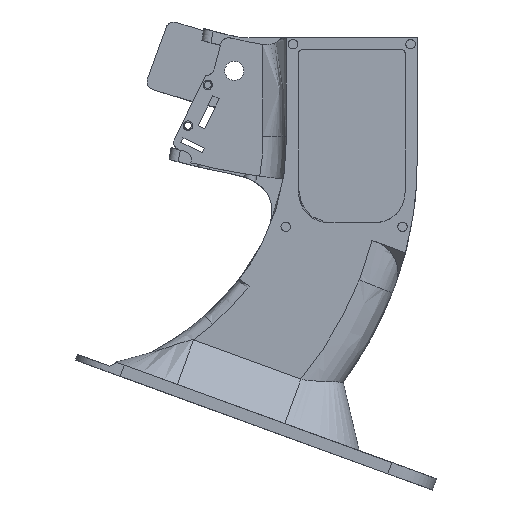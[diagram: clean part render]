
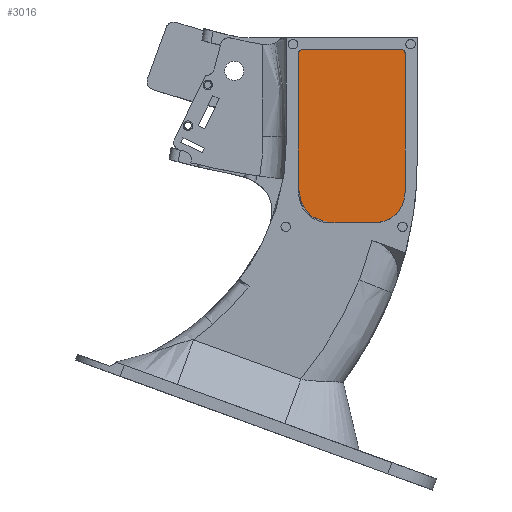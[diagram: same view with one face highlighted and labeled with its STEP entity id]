
A CAD part, front view. The second image highlights one B-rep face of the part: STEP entity #3016.
In plain terms, the highlighted planar face has unit normal (0, -1, 0).
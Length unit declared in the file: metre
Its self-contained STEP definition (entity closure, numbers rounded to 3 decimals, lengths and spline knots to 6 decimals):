
#186=B_SPLINE_CURVE_WITH_KNOTS('',3,(#5310,#5311,#5312,#5313),
 .UNSPECIFIED.,.F.,.F.,(4,4),(0.,1.),.UNSPECIFIED.);
#187=B_SPLINE_CURVE_WITH_KNOTS('',3,(#5314,#5315,#5316,#5317),
 .UNSPECIFIED.,.F.,.F.,(4,4),(0.,1.),.UNSPECIFIED.);
#188=B_SPLINE_CURVE_WITH_KNOTS('',3,(#5321,#5322,#5323,#5324,#5325,#5326,
#5327,#5328,#5329,#5330,#5331,#5332,#5333,#5334,#5335,#5336,#5337,#5338,
#5339,#5340,#5341,#5342,#5343,#5344,#5345),.UNSPECIFIED.,.F.,.F.,(4,1,1,
1,1,1,1,1,1,1,1,1,1,1,1,1,1,1,1,1,1,1,4),(0.,0.0625,0.09375,0.109375,0.125,
0.140625,0.15625,0.1875,0.21875,0.25,0.28125,0.3125,0.375,0.5,0.5625,0.625,
0.6875,0.71875,0.75,0.78125,0.8125,0.875,1.),.UNSPECIFIED.);
#189=B_SPLINE_CURVE_WITH_KNOTS('',3,(#5349,#5350,#5351,#5352,#5353,#5354,
#5355,#5356,#5357,#5358,#5359,#5360,#5361,#5362,#5363,#5364,#5365,#5366,
#5367,#5368,#5369,#5370,#5371,#5372,#5373,#5374,#5375,#5376,#5377,#5378),
 .UNSPECIFIED.,.F.,.F.,(4,1,1,1,1,1,1,1,1,1,1,1,1,1,1,1,1,1,1,1,1,1,1,1,
1,1,1,4),(0.,0.03125,0.046875,0.0625,0.070313,0.078125,0.09375,0.125,0.140625,
0.15625,0.1875,0.25,0.28125,0.3125,0.375,0.5,0.5625,0.625,0.6875,0.75,0.78125,
0.8125,0.84375,0.875,0.890625,0.90625,0.9375,1.),.UNSPECIFIED.);
#347=CIRCLE('',#3247,0.14125);
#351=CIRCLE('',#3256,0.150354);
#657=ORIENTED_EDGE('',*,*,#1399,.F.);
#658=ORIENTED_EDGE('',*,*,#1517,.T.);
#659=ORIENTED_EDGE('',*,*,#1447,.F.);
#660=ORIENTED_EDGE('',*,*,#1518,.T.);
#661=ORIENTED_EDGE('',*,*,#1519,.T.);
#662=ORIENTED_EDGE('',*,*,#1520,.T.);
#663=ORIENTED_EDGE('',*,*,#1492,.F.);
#664=ORIENTED_EDGE('',*,*,#1521,.T.);
#665=ORIENTED_EDGE('',*,*,#1512,.T.);
#666=ORIENTED_EDGE('',*,*,#1522,.T.);
#667=ORIENTED_EDGE('',*,*,#1523,.T.);
#1399=EDGE_CURVE('',#1837,#1838,#2076,.T.);
#1447=EDGE_CURVE('',#1883,#1884,#2098,.T.);
#1492=EDGE_CURVE('',#1923,#1924,#347,.T.);
#1512=EDGE_CURVE('',#1937,#1935,#351,.T.);
#1517=EDGE_CURVE('',#1837,#1884,#186,.T.);
#1518=EDGE_CURVE('',#1883,#1941,#187,.T.);
#1519=EDGE_CURVE('',#1941,#1942,#2134,.T.);
#1520=EDGE_CURVE('',#1942,#1924,#188,.T.);
#1521=EDGE_CURVE('',#1923,#1937,#2135,.T.);
#1522=EDGE_CURVE('',#1935,#1943,#2136,.T.);
#1523=EDGE_CURVE('',#1943,#1838,#189,.T.);
#1837=VERTEX_POINT('',#4826);
#1838=VERTEX_POINT('',#4828);
#1883=VERTEX_POINT('',#5007);
#1884=VERTEX_POINT('',#5008);
#1923=VERTEX_POINT('',#5247);
#1924=VERTEX_POINT('',#5248);
#1935=VERTEX_POINT('',#5298);
#1937=VERTEX_POINT('',#5301);
#1941=VERTEX_POINT('',#5318);
#1942=VERTEX_POINT('',#5320);
#1943=VERTEX_POINT('',#5348);
#2076=LINE('',#4827,#2249);
#2098=LINE('',#5006,#2271);
#2134=LINE('',#5319,#2307);
#2135=LINE('',#5346,#2308);
#2136=LINE('',#5347,#2309);
#2249=VECTOR('',#3515,1.);
#2271=VECTOR('',#3579,1.);
#2307=VECTOR('',#3661,1.);
#2308=VECTOR('',#3662,1.);
#2309=VECTOR('',#3663,1.);
#2450=EDGE_LOOP('',(#657,#658,#659,#660,#661,#662,#663,#664,#665,#666,#667));
#2722=FACE_BOUND('',#2450,.T.);
#2925=PLANE('',#3258);
#3016=ADVANCED_FACE('',(#2722),#2925,.T.);
#3247=AXIS2_PLACEMENT_3D('',#5246,#3623,#3624);
#3256=AXIS2_PLACEMENT_3D('',#5300,#3652,#3653);
#3258=AXIS2_PLACEMENT_3D('',#5309,#3659,#3660);
#3515=DIRECTION('',(0.,0.,-1.));
#3579=DIRECTION('',(1.,0.,0.));
#3623=DIRECTION('',(0.,-1.,0.));
#3624=DIRECTION('',(0.,0.,-1.));
#3652=DIRECTION('',(0.,-1.,0.));
#3653=DIRECTION('',(0.,0.,-1.));
#3659=DIRECTION('',(0.,-1.,0.));
#3660=DIRECTION('',(1.,0.,0.));
#3661=DIRECTION('',(0.,0.,-1.));
#3662=DIRECTION('',(0.94,0.,-0.342));
#3663=DIRECTION('',(1.,0.,0.));
#4826=CARTESIAN_POINT('',(0.0225,0.01,-0.226));
#4827=CARTESIAN_POINT('',(0.0225,0.01,-0.2605));
#4828=CARTESIAN_POINT('',(0.0225,0.01,-0.282));
#5006=CARTESIAN_POINT('',(0.,0.01,-0.224));
#5007=CARTESIAN_POINT('',(-0.0205,0.01,-0.224));
#5008=CARTESIAN_POINT('',(0.0205,0.01,-0.224));
#5246=CARTESIAN_POINT('',(-0.141438,0.01,-0.24453));
#5247=CARTESIAN_POINT('',(-0.06992,0.01,-0.366336));
#5248=CARTESIAN_POINT('',(-0.010259,0.01,-0.296911));
#5298=CARTESIAN_POINT('',(0.005268,0.01,-0.297));
#5300=CARTESIAN_POINT('',(-0.141438,0.01,-0.264081));
#5301=CARTESIAN_POINT('',(-0.041713,0.01,-0.376603));
#5309=CARTESIAN_POINT('',(0.,0.01,-0.2525));
#5310=CARTESIAN_POINT('',(0.0225,0.01,-0.226));
#5311=CARTESIAN_POINT('',(0.0225,0.01,-0.224667));
#5312=CARTESIAN_POINT('',(0.021833,0.01,-0.224));
#5313=CARTESIAN_POINT('',(0.0205,0.01,-0.224));
#5314=CARTESIAN_POINT('',(-0.0205,0.01,-0.224));
#5315=CARTESIAN_POINT('',(-0.021833,0.01,-0.224));
#5316=CARTESIAN_POINT('',(-0.0225,0.01,-0.224667));
#5317=CARTESIAN_POINT('',(-0.0225,0.01,-0.226));
#5318=CARTESIAN_POINT('',(-0.0225,0.01,-0.226));
#5319=CARTESIAN_POINT('',(-0.0225,0.01,-0.2605));
#5320=CARTESIAN_POINT('',(-0.0225,0.01,-0.282));
#5321=CARTESIAN_POINT('',(-0.0225,0.01,-0.282));
#5322=CARTESIAN_POINT('',(-0.0225,0.01,-0.282573));
#5323=CARTESIAN_POINT('',(-0.022489,0.01,-0.283344));
#5324=CARTESIAN_POINT('',(-0.02246,0.01,-0.284067));
#5325=CARTESIAN_POINT('',(-0.022436,0.01,-0.284451));
#5326=CARTESIAN_POINT('',(-0.02242,0.01,-0.284666));
#5327=CARTESIAN_POINT('',(-0.022384,0.01,-0.285047));
#5328=CARTESIAN_POINT('',(-0.022332,0.01,-0.285491));
#5329=CARTESIAN_POINT('',(-0.022251,0.01,-0.286055));
#5330=CARTESIAN_POINT('',(-0.022127,0.01,-0.286715));
#5331=CARTESIAN_POINT('',(-0.021985,0.01,-0.287333));
#5332=CARTESIAN_POINT('',(-0.021787,0.01,-0.288045));
#5333=CARTESIAN_POINT('',(-0.021497,0.01,-0.288923));
#5334=CARTESIAN_POINT('',(-0.020885,0.01,-0.290401));
#5335=CARTESIAN_POINT('',(-0.019982,0.01,-0.291884));
#5336=CARTESIAN_POINT('',(-0.018814,0.01,-0.293224));
#5337=CARTESIAN_POINT('',(-0.017826,0.01,-0.294107));
#5338=CARTESIAN_POINT('',(-0.016901,0.01,-0.294756));
#5339=CARTESIAN_POINT('',(-0.016111,0.01,-0.295216));
#5340=CARTESIAN_POINT('',(-0.015465,0.01,-0.295544));
#5341=CARTESIAN_POINT('',(-0.014885,0.01,-0.295802));
#5342=CARTESIAN_POINT('',(-0.014062,0.01,-0.296125));
#5343=CARTESIAN_POINT('',(-0.012581,0.01,-0.296589));
#5344=CARTESIAN_POINT('',(-0.011212,0.01,-0.296826));
#5345=CARTESIAN_POINT('',(-0.010259,0.01,-0.296911));
#5346=CARTESIAN_POINT('',(-0.058282,0.01,-0.370572));
#5347=CARTESIAN_POINT('',(0.,0.01,-0.297));
#5348=CARTESIAN_POINT('',(0.0075,0.01,-0.297));
#5349=CARTESIAN_POINT('',(0.0075,0.01,-0.297));
#5350=CARTESIAN_POINT('',(0.00783,0.01,-0.297));
#5351=CARTESIAN_POINT('',(0.008276,0.01,-0.296998));
#5352=CARTESIAN_POINT('',(0.008765,0.01,-0.29699));
#5353=CARTESIAN_POINT('',(0.009044,0.01,-0.296983));
#5354=CARTESIAN_POINT('',(0.009208,0.01,-0.296977));
#5355=CARTESIAN_POINT('',(0.009481,0.01,-0.296965));
#5356=CARTESIAN_POINT('',(0.009932,0.01,-0.29694));
#5357=CARTESIAN_POINT('',(0.010442,0.01,-0.296896));
#5358=CARTESIAN_POINT('',(0.010911,0.01,-0.296842));
#5359=CARTESIAN_POINT('',(0.011433,0.01,-0.29677));
#5360=CARTESIAN_POINT('',(0.012321,0.01,-0.296615));
#5361=CARTESIAN_POINT('',(0.013315,0.01,-0.296363));
#5362=CARTESIAN_POINT('',(0.014238,0.01,-0.296056));
#5363=CARTESIAN_POINT('',(0.015257,0.01,-0.295656));
#5364=CARTESIAN_POINT('',(0.016885,0.01,-0.29484));
#5365=CARTESIAN_POINT('',(0.01847,0.01,-0.293628));
#5366=CARTESIAN_POINT('',(0.019773,0.01,-0.292123));
#5367=CARTESIAN_POINT('',(0.020588,0.01,-0.290889));
#5368=CARTESIAN_POINT('',(0.021265,0.01,-0.28954));
#5369=CARTESIAN_POINT('',(0.021707,0.01,-0.288339));
#5370=CARTESIAN_POINT('',(0.021999,0.01,-0.287282));
#5371=CARTESIAN_POINT('',(0.022158,0.01,-0.28657));
#5372=CARTESIAN_POINT('',(0.022289,0.01,-0.28582));
#5373=CARTESIAN_POINT('',(0.022369,0.01,-0.285206));
#5374=CARTESIAN_POINT('',(0.022422,0.01,-0.284647));
#5375=CARTESIAN_POINT('',(0.022448,0.01,-0.284286));
#5376=CARTESIAN_POINT('',(0.022487,0.01,-0.283497));
#5377=CARTESIAN_POINT('',(0.0225,0.01,-0.282651));
#5378=CARTESIAN_POINT('',(0.0225,0.01,-0.282));
